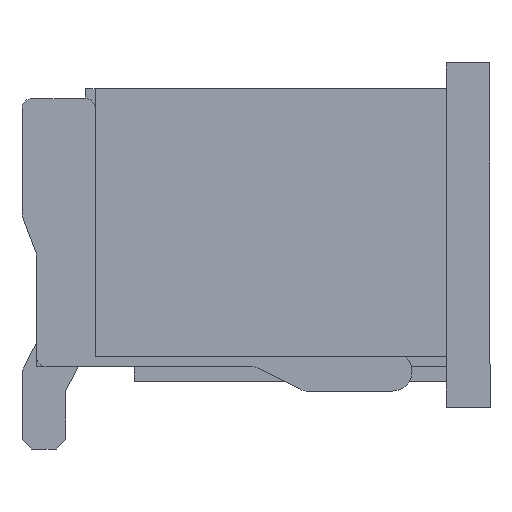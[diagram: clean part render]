
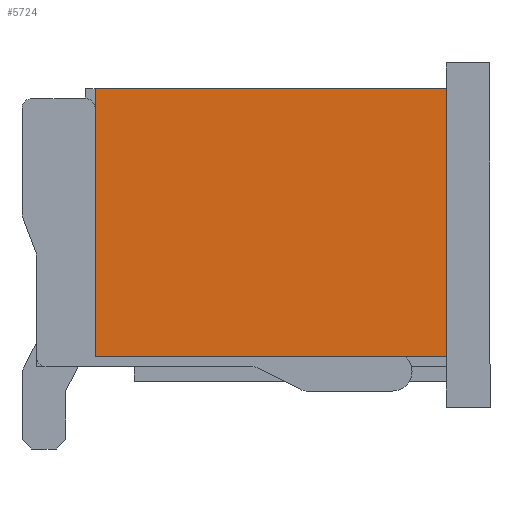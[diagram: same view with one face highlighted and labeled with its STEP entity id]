
A CAD part, left-side view. The second image highlights one B-rep face of the part: STEP entity #5724.
In plain terms, the highlighted planar face has unit normal (-1, 0, 0).
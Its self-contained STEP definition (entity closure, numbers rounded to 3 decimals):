
#1394=ORIENTED_EDGE('',*,*,#2467,.F.);
#1395=ORIENTED_EDGE('',*,*,#2468,.F.);
#1396=ORIENTED_EDGE('',*,*,#2462,.T.);
#1397=ORIENTED_EDGE('',*,*,#2465,.T.);
#2462=EDGE_CURVE('',#3087,#3089,#3802,.T.);
#2465=EDGE_CURVE('',#3089,#3091,#3805,.T.);
#2467=EDGE_CURVE('',#3092,#3091,#3807,.T.);
#2468=EDGE_CURVE('',#3087,#3092,#3808,.T.);
#3087=VERTEX_POINT('',#8871);
#3089=VERTEX_POINT('',#8877);
#3091=VERTEX_POINT('',#8884);
#3092=VERTEX_POINT('',#8889);
#3802=LINE('',#8878,#4556);
#3805=LINE('',#8885,#4559);
#3807=LINE('',#8888,#4561);
#3808=LINE('',#8890,#4562);
#4556=VECTOR('',#7229,1000.);
#4559=VECTOR('',#7236,1000.);
#4561=VECTOR('',#7240,1000.);
#4562=VECTOR('',#7241,1000.);
#4945=EDGE_LOOP('',(#1394,#1395,#1396,#1397));
#5231=FACE_BOUND('',#4945,.T.);
#5476=PLANE('',#6078);
#5724=ADVANCED_FACE('',(#5231),#5476,.T.);
#6078=AXIS2_PLACEMENT_3D('',#8887,#7238,#7239);
#7229=DIRECTION('',(0.,0.,1.));
#7236=DIRECTION('',(0.,1.,0.));
#7238=DIRECTION('',(-1.,0.,0.));
#7239=DIRECTION('',(0.,0.,1.));
#7240=DIRECTION('',(0.,0.,1.));
#7241=DIRECTION('',(0.,1.,0.));
#8871=CARTESIAN_POINT('',(-6.,-2.1,-1.25));
#8877=CARTESIAN_POINT('',(-6.,-2.1,1.5));
#8878=CARTESIAN_POINT('',(-6.,-2.1,-1.5));
#8884=CARTESIAN_POINT('',(-6.,1.5,1.5));
#8885=CARTESIAN_POINT('',(-6.,-2.1,1.5));
#8887=CARTESIAN_POINT('',(-6.,0.,0.));
#8888=CARTESIAN_POINT('',(-6.,1.5,-1.25));
#8889=CARTESIAN_POINT('',(-6.,1.5,-1.25));
#8890=CARTESIAN_POINT('',(-6.,-2.1,-1.25));
